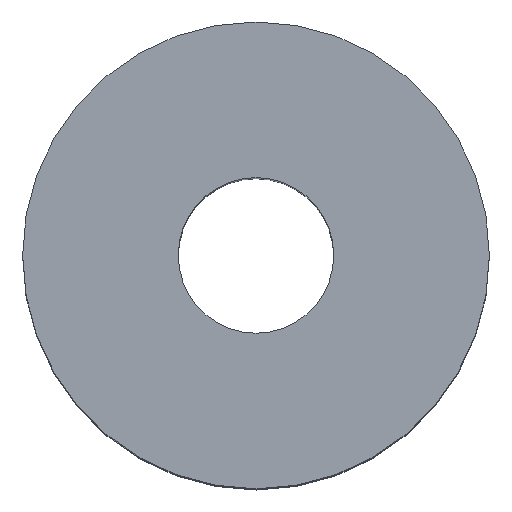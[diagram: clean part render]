
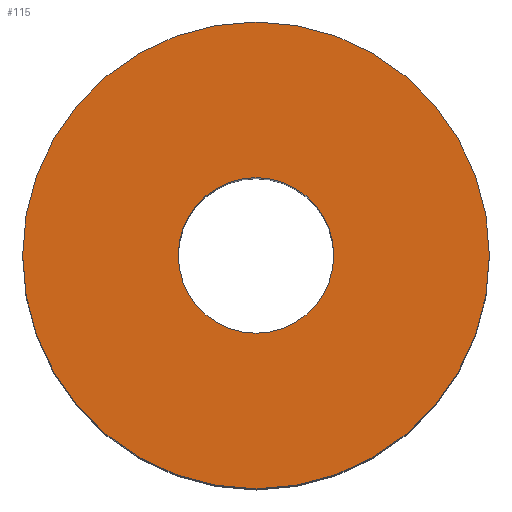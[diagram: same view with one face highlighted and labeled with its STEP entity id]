
A CAD part, top view. The second image highlights one B-rep face of the part: STEP entity #115.
In plain terms, the highlighted planar face has unit normal (0, 0, 1).
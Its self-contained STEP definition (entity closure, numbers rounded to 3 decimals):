
#20=FACE_BOUND('',#41,.T.);
#24=PLANE('',#144);
#31=FACE_OUTER_BOUND('',#40,.T.);
#40=EDGE_LOOP('',(#97));
#41=EDGE_LOOP('',(#98));
#59=CIRCLE('',#141,7.5);
#61=CIRCLE('',#145,2.5);
#67=VERTEX_POINT('',#208);
#69=VERTEX_POINT('',#215);
#77=EDGE_CURVE('',#67,#67,#59,.T.);
#80=EDGE_CURVE('',#69,#69,#61,.T.);
#97=ORIENTED_EDGE('',*,*,#77,.T.);
#98=ORIENTED_EDGE('',*,*,#80,.T.);
#115=ADVANCED_FACE('',(#31,#20),#24,.T.);
#141=AXIS2_PLACEMENT_3D('',#209,#171,#172);
#144=AXIS2_PLACEMENT_3D('',#214,#178,#179);
#145=AXIS2_PLACEMENT_3D('',#216,#180,#181);
#171=DIRECTION('center_axis',(0.,0.,1.));
#172=DIRECTION('ref_axis',(-1.,0.,0.));
#178=DIRECTION('center_axis',(0.,0.,1.));
#179=DIRECTION('ref_axis',(-1.,0.,0.));
#180=DIRECTION('center_axis',(0.,0.,-1.));
#181=DIRECTION('ref_axis',(-1.,0.,0.));
#208=CARTESIAN_POINT('',(7.5,0.,22.));
#209=CARTESIAN_POINT('Origin',(0.,0.,22.));
#214=CARTESIAN_POINT('Origin',(0.,0.,22.));
#215=CARTESIAN_POINT('',(-2.5,0.,22.));
#216=CARTESIAN_POINT('Origin',(0.,0.,22.));
